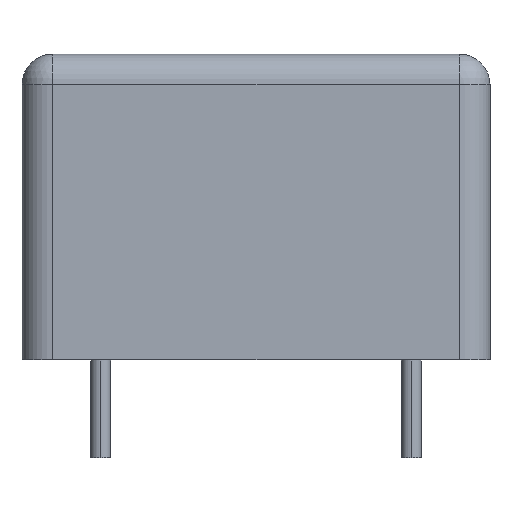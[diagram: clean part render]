
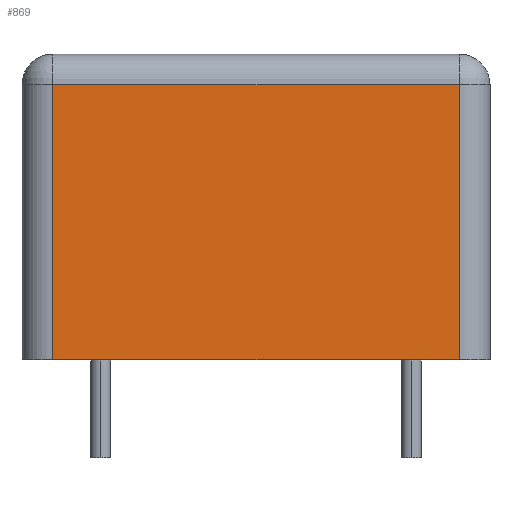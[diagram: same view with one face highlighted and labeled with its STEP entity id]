
A CAD part, left-side view. The second image highlights one B-rep face of the part: STEP entity #869.
In plain terms, the highlighted planar face has unit normal (-1, 0, 0).
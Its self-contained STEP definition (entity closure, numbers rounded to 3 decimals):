
#481=CARTESIAN_POINT('',(-16.51,-6.65,9.0));
#482=VERTEX_POINT('',#481);
#551=CARTESIAN_POINT('',(-16.51,6.65,9.0));
#552=VERTEX_POINT('',#551);
#577=CARTESIAN_POINT('',(-16.51,6.65,0.0));
#578=VERTEX_POINT('',#577);
#586=CARTESIAN_POINT('',(-16.51,6.65,0.0));
#587=DIRECTION('',(0.0,0.0,1.0));
#588=VECTOR('',#587,9.0);
#589=LINE('',#586,#588);
#590=EDGE_CURVE('',#578,#552,#589,.T.);
#637=CARTESIAN_POINT('',(-16.51,6.65,9.0));
#638=DIRECTION('',(0.0,-1.0,0.0));
#639=VECTOR('',#638,13.3);
#640=LINE('',#637,#639);
#641=EDGE_CURVE('',#552,#482,#640,.T.);
#727=CARTESIAN_POINT('',(-16.51,-6.65,0.0));
#728=VERTEX_POINT('',#727);
#745=CARTESIAN_POINT('',(-16.51,-6.65,9.0));
#746=DIRECTION('',(0.0,0.0,-1.0));
#747=VECTOR('',#746,9.0);
#748=LINE('',#745,#747);
#749=EDGE_CURVE('',#482,#728,#748,.T.);
#849=CARTESIAN_POINT('',(-16.51,-6.65,0.0));
#850=DIRECTION('',(0.0,1.0,0.0));
#851=VECTOR('',#850,13.3);
#852=LINE('',#849,#851);
#853=EDGE_CURVE('',#728,#578,#852,.T.);
#858=CARTESIAN_POINT('',(-16.51,0.,4.75));
#859=DIRECTION('',(1.0,0.0,0.0));
#860=DIRECTION('',(0.0,0.0,1.0));
#861=AXIS2_PLACEMENT_3D('',#858,#859,#860);
#862=PLANE('',#861);
#863=ORIENTED_EDGE('',*,*,#590,.F.);
#864=ORIENTED_EDGE('',*,*,#853,.F.);
#865=ORIENTED_EDGE('',*,*,#749,.F.);
#866=ORIENTED_EDGE('',*,*,#641,.F.);
#867=EDGE_LOOP('',(#863,#864,#865,#866));
#868=FACE_OUTER_BOUND('',#867,.T.);
#869=ADVANCED_FACE('',(#868),#862,.F.);
